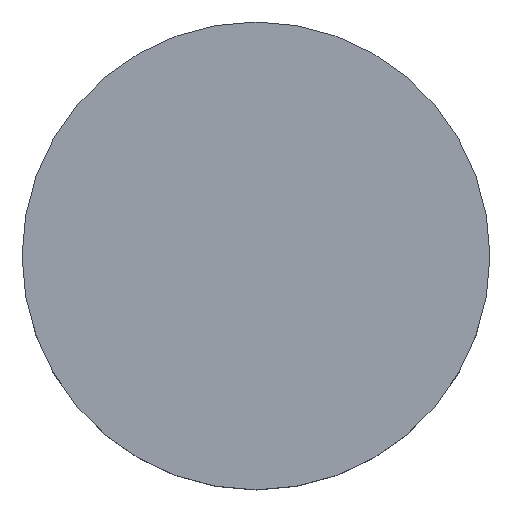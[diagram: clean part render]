
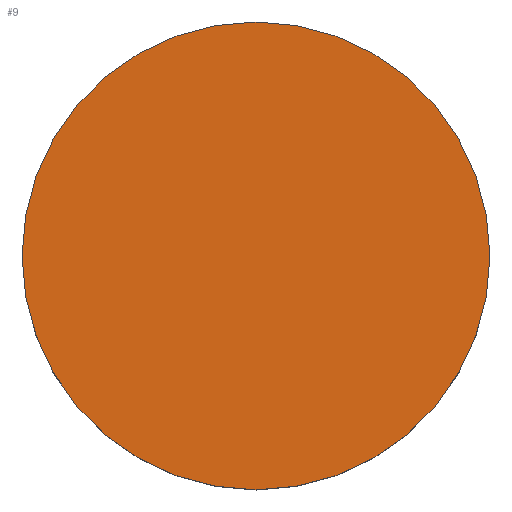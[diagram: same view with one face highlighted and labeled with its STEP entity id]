
A CAD part, top view. The second image highlights one B-rep face of the part: STEP entity #9.
In plain terms, the highlighted planar face has unit normal (0, 0, 1).
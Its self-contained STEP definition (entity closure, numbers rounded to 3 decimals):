
#1 = DIRECTION ( 'NONE',  ( 1., 0., 0. ) ) ;
#8 = CARTESIAN_POINT ( 'NONE',  ( 0., 0., 3. ) ) ;
#9 = ADVANCED_FACE ( 'NONE', ( #14 ), #138, .T. ) ;
#14 = FACE_OUTER_BOUND ( 'NONE', #49, .T. ) ;
#18 = VERTEX_POINT ( 'NONE', #103 ) ;
#22 = CARTESIAN_POINT ( 'NONE',  ( 0., 13.158, 3. ) ) ;
#28 = AXIS2_PLACEMENT_3D ( 'NONE', #22, #53, #1 ) ;
#39 = DIRECTION ( 'NONE',  ( 0., 0., -1. ) ) ;
#49 = EDGE_LOOP ( 'NONE', ( #150, #89 ) ) ;
#50 = EDGE_CURVE ( 'NONE', #128, #18, #197, .T. ) ;
#53 = DIRECTION ( 'NONE',  ( 0., 0., 1. ) ) ;
#55 = DIRECTION ( 'NONE',  ( 0., 0., -1. ) ) ;
#57 = DIRECTION ( 'NONE',  ( 0., -1., 0. ) ) ;
#69 = CARTESIAN_POINT ( 'NONE',  ( 0., -6.35, 3. ) ) ;
#89 = ORIENTED_EDGE ( 'NONE', *, *, #214, .F. ) ;
#103 = CARTESIAN_POINT ( 'NONE',  ( 0., 6.35, 3. ) ) ;
#122 = AXIS2_PLACEMENT_3D ( 'NONE', #8, #55, #57 ) ;
#128 = VERTEX_POINT ( 'NONE', #69 ) ;
#138 = PLANE ( 'NONE',  #28 ) ;
#150 = ORIENTED_EDGE ( 'NONE', *, *, #50, .F. ) ;
#152 = DIRECTION ( 'NONE',  ( 0., -1., 0. ) ) ;
#166 = AXIS2_PLACEMENT_3D ( 'NONE', #200, #39, #152 ) ;
#185 = CIRCLE ( 'NONE', #122, 6.35 ) ;
#197 = CIRCLE ( 'NONE', #166, 6.35 ) ;
#200 = CARTESIAN_POINT ( 'NONE',  ( 0., 0., 3. ) ) ;
#214 = EDGE_CURVE ( 'NONE', #18, #128, #185, .T. ) ;
